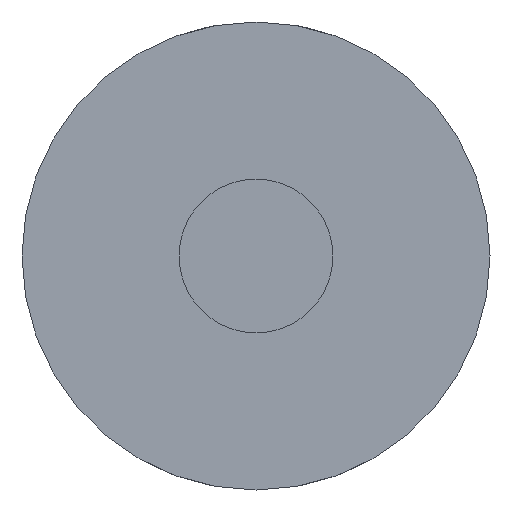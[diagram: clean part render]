
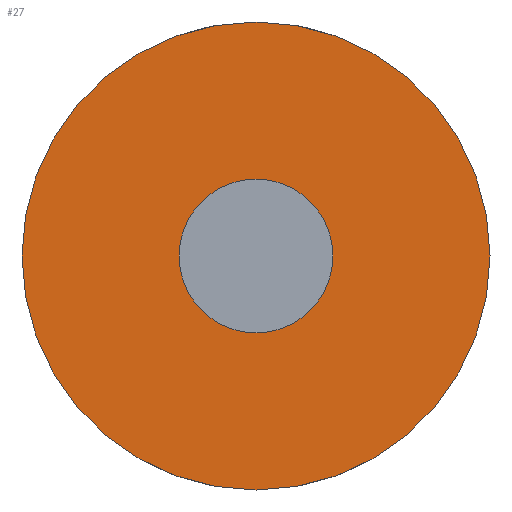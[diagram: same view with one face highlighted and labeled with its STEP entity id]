
A CAD part, front view. The second image highlights one B-rep face of the part: STEP entity #27.
In plain terms, the highlighted planar face has unit normal (0, -1, 0).
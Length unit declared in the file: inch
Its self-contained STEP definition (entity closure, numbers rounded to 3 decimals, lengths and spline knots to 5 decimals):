
#2 = FACE_OUTER_BOUND ( 'NONE', #54, .T. ) ;
#4 = CARTESIAN_POINT ( 'NONE',  ( 0., -0.3, 0. ) ) ;
#8 = EDGE_CURVE ( 'NONE', #188, #239, #283, .T. ) ;
#20 = DIRECTION ( 'NONE',  ( 1., 0., 0. ) ) ;
#21 = AXIS2_PLACEMENT_3D ( 'NONE', #162, #137, #230 ) ;
#27 = ADVANCED_FACE ( 'NONE', ( #110, #2 ), #70, .F. ) ;
#29 = DIRECTION ( 'NONE',  ( -1., 0., 0. ) ) ;
#32 = ORIENTED_EDGE ( 'NONE', *, *, #284, .F. ) ;
#35 = EDGE_CURVE ( 'NONE', #210, #249, #241, .T. ) ;
#37 = CARTESIAN_POINT ( 'NONE',  ( 0., -0.3, 0. ) ) ;
#38 = ORIENTED_EDGE ( 'NONE', *, *, #35, .F. ) ;
#54 = EDGE_LOOP ( 'NONE', ( #99, #32 ) ) ;
#61 = CARTESIAN_POINT ( 'NONE',  ( -0.125, -0.3, 0. ) ) ;
#70 = PLANE ( 'NONE',  #21 ) ;
#73 = EDGE_LOOP ( 'NONE', ( #150, #38 ) ) ;
#81 = AXIS2_PLACEMENT_3D ( 'NONE', #234, #185, #141 ) ;
#83 = CARTESIAN_POINT ( 'NONE',  ( -0.38, -0.3, 0. ) ) ;
#86 = CIRCLE ( 'NONE', #261, 0.38 ) ;
#87 = CARTESIAN_POINT ( 'NONE',  ( 0.38, -0.3, 0. ) ) ;
#99 = ORIENTED_EDGE ( 'NONE', *, *, #8, .F. ) ;
#100 = AXIS2_PLACEMENT_3D ( 'NONE', #37, #121, #20 ) ;
#110 = FACE_BOUND ( 'NONE', #73, .T. ) ;
#121 = DIRECTION ( 'NONE',  ( 0., -1., 0. ) ) ;
#137 = DIRECTION ( 'NONE',  ( 0., 1., 0. ) ) ;
#141 = DIRECTION ( 'NONE',  ( -1., 0., 0. ) ) ;
#144 = AXIS2_PLACEMENT_3D ( 'NONE', #4, #183, #274 ) ;
#150 = ORIENTED_EDGE ( 'NONE', *, *, #165, .F. ) ;
#162 = CARTESIAN_POINT ( 'NONE',  ( 0.38, -0.3, 0. ) ) ;
#165 = EDGE_CURVE ( 'NONE', #249, #210, #229, .T. ) ;
#180 = CARTESIAN_POINT ( 'NONE',  ( 0.125, -0.3, 0. ) ) ;
#182 = DIRECTION ( 'NONE',  ( 0., 1., 0. ) ) ;
#183 = DIRECTION ( 'NONE',  ( 0., -1., 0. ) ) ;
#185 = DIRECTION ( 'NONE',  ( 0., 1., 0. ) ) ;
#188 = VERTEX_POINT ( 'NONE', #83 ) ;
#208 = CARTESIAN_POINT ( 'NONE',  ( 0., -0.3, 0. ) ) ;
#210 = VERTEX_POINT ( 'NONE', #61 ) ;
#229 = CIRCLE ( 'NONE', #100, 0.125 ) ;
#230 = DIRECTION ( 'NONE',  ( -1., 0., 0. ) ) ;
#234 = CARTESIAN_POINT ( 'NONE',  ( 0., -0.3, 0. ) ) ;
#239 = VERTEX_POINT ( 'NONE', #87 ) ;
#241 = CIRCLE ( 'NONE', #144, 0.125 ) ;
#249 = VERTEX_POINT ( 'NONE', #180 ) ;
#261 = AXIS2_PLACEMENT_3D ( 'NONE', #208, #182, #29 ) ;
#274 = DIRECTION ( 'NONE',  ( 1., 0., 0. ) ) ;
#283 = CIRCLE ( 'NONE', #81, 0.38 ) ;
#284 = EDGE_CURVE ( 'NONE', #239, #188, #86, .T. ) ;
